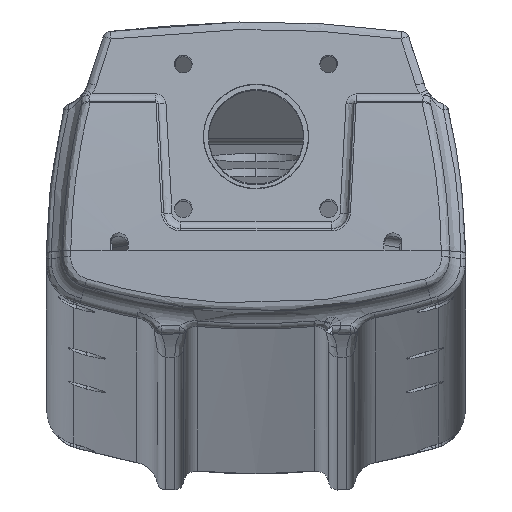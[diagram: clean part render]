
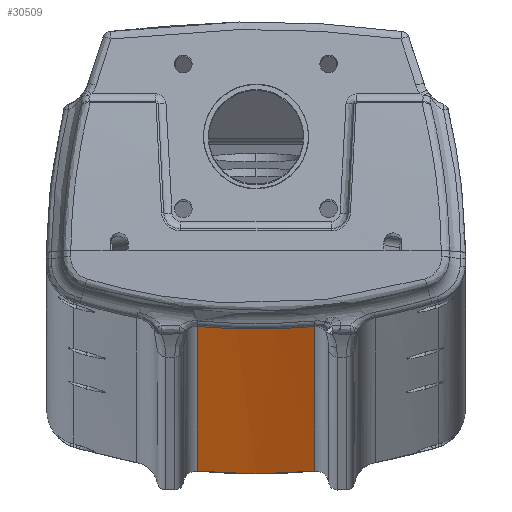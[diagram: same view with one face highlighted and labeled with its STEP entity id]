
A CAD part, front view. The second image highlights one B-rep face of the part: STEP entity #30509.
In plain terms, the highlighted cylindrical face has radius 145 mm (diameter 290 mm), a partial arc.
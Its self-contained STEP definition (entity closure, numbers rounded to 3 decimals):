
#28008=CARTESIAN_POINT('Axis2P3D Location',(0.,-338.651,-5.838)) ;
#29682=CARTESIAN_POINT('Vertex',(-13.716,-344.931,-150.19)) ;
#29732=CARTESIAN_POINT('Axis2P3D Location',(0.,-332.35,-6.39)) ;
#29736=CARTESIAN_POINT('Vertex',(13.716,-344.931,-150.19)) ;
#30462=CARTESIAN_POINT('Vertex',(-13.716,41.399,-183.99)) ;
#30465=CARTESIAN_POINT('Line Origine',(-13.716,-46.239,-176.322)) ;
#30491=CARTESIAN_POINT('Control Point',(-13.716,41.399,-183.99)) ;
#30492=CARTESIAN_POINT('Control Point',(-4.601,41.063,-184.83)) ;
#30493=CARTESIAN_POINT('Control Point',(4.601,41.063,-184.83)) ;
#30494=CARTESIAN_POINT('Control Point',(13.716,41.399,-183.99)) ;
#30495=CARTESIAN_POINT('Vertex',(13.716,41.399,-183.99)) ;
#30498=CARTESIAN_POINT('Line Origine',(13.716,-351.232,-149.639)) ;
#28009=DIRECTION('Axis2P3D Direction',(0.,-0.996,0.087)) ;
#28010=DIRECTION('Axis2P3D XDirection',(-1.,0.,0.)) ;
#29733=DIRECTION('Axis2P3D Direction',(0.,-0.996,0.087)) ;
#30466=DIRECTION('Vector Direction',(0.,-0.996,0.087)) ;
#30499=DIRECTION('Vector Direction',(0.,-0.996,0.087)) ;
#28011=AXIS2_PLACEMENT_3D('Cylinder Axis2P3D',#28008,#28009,#28010) ;
#29734=AXIS2_PLACEMENT_3D('Circle Axis2P3D',#29732,#29733,$) ;
#30504=ORIENTED_EDGE('',*,*,#30469,.T.) ;
#30505=ORIENTED_EDGE('',*,*,#30497,.T.) ;
#30506=ORIENTED_EDGE('',*,*,#30502,.T.) ;
#30507=ORIENTED_EDGE('',*,*,#29738,.T.) ;
#30467=VECTOR('Line Direction',#30466,1.) ;
#30500=VECTOR('Line Direction',#30499,1.) ;
#30509=ADVANCED_FACE('XACB06_01',(#30508),#28012,.T.) ;
#30490=B_SPLINE_CURVE_WITH_KNOTS('',3,(#30491,#30492,#30493,#30494),.UNSPECIFIED.,.F.,.U.,(4,4),(0.,38.888),.UNSPECIFIED.) ;
#29735=CIRCLE('generated circle',#29734,145.) ;
#28012=CYLINDRICAL_SURFACE('generated cylinder',#28011,145.) ;
#29738=EDGE_CURVE('',#29737,#29683,#29735,.F.) ;
#30469=EDGE_CURVE('',#29683,#30463,#30468,.F.) ;
#30497=EDGE_CURVE('',#30463,#30496,#30490,.T.) ;
#30502=EDGE_CURVE('',#30496,#29737,#30501,.T.) ;
#30503=EDGE_LOOP('',(#30504,#30505,#30506,#30507)) ;
#30508=FACE_OUTER_BOUND('',#30503,.T.) ;
#30468=LINE('Line',#30465,#30467) ;
#30501=LINE('Line',#30498,#30500) ;
#29683=VERTEX_POINT('',#29682) ;
#29737=VERTEX_POINT('',#29736) ;
#30463=VERTEX_POINT('',#30462) ;
#30496=VERTEX_POINT('',#30495) ;
